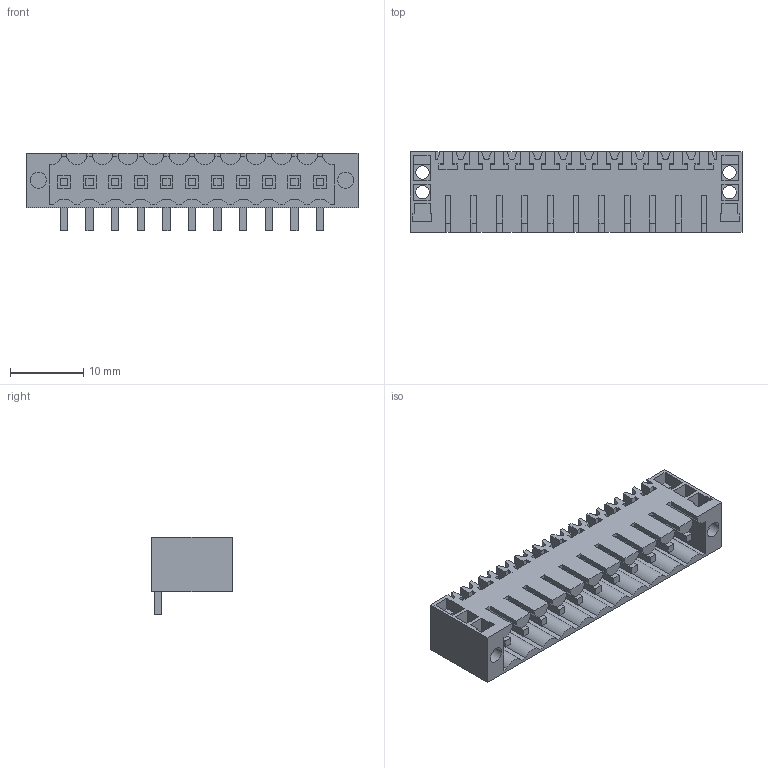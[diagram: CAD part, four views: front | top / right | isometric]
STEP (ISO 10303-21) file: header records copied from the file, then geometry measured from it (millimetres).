
FILE_DESCRIPTION(('CATIA V5 STEP Exchange','CAx-IF Rec.Pracs.--- Model Styling and Organization---1.2---2011-12-15'),'2;1');
FILE_NAME ('D1454652_0_1693990000_1693990000.stp','2018-03-06T12:18:44+00:00',('none'),('Weidmueller'),'CATIA Version 5-6 Release 2014','CATIA V5 STEP AP214','none');
FILE_SCHEMA(('AUTOMOTIVE_DESIGN { 1 0 10303 214 1 1 1 1 }'));
Length unit declared in the file: millimetre
Products named in the file (1): 1693990000
Bounding box: 45.4 x 11.05 x 10.65 mm (x, y, z)
Volume: 1673 mm3; surface area: 4593.5 mm2
Topology: 12 solids, 12 shells, 698 faces, 2110 edges, 1442 vertices
Faces by surface type: plane 637, cylinder 61
Entity records: 21840 total; most frequent: ORIENTED_EDGE 4220, CARTESIAN_POINT 3939, DIRECTION 2882, EDGE_CURVE 2110, VECTOR 1966, LINE 1966, VERTEX_POINT 1442, EDGE_LOOP 744
